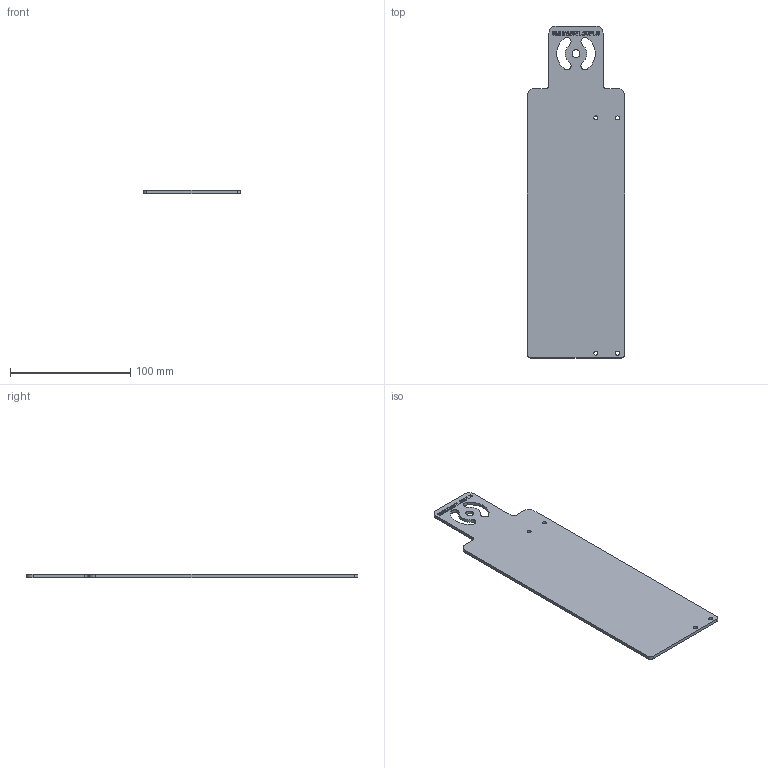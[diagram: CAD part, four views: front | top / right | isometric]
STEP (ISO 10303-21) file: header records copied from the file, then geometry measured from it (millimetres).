
FILE_DESCRIPTION((''),'2;1');
FILE_NAME('156750_SW','2011-10-06T',('banengservice'),('BANNER ENGINEERING'),'PRO/ENGINEER BY PARAMETRIC TECHNOLOGY CORPORATION, 2009141','PRO/ENGINEER BY PARAMETRIC TECHNOLOGY CORPORATION, 2009141','');
FILE_SCHEMA(('CONFIG_CONTROL_DESIGN'));
Length unit declared in the file: inch
Products named in the file (1): 156750_SW
Bounding box: 81 x 276 x 2.6 mm (x, y, z)
Volume: 51958.1 mm3; surface area: 42360.1 mm2
Topology: 1 solids, 1 shells, 423 faces, 1209 edges, 806 vertices
Faces by surface type: plane 397, cylinder 26
Entity records: 13623 total; most frequent: CARTESIAN_POINT 2438, ORIENTED_EDGE 2418, DIRECTION 2107, EDGE_CURVE 1209, VECTOR 1157, LINE 1157, VERTEX_POINT 806, AXIS2_PLACEMENT_3D 475
